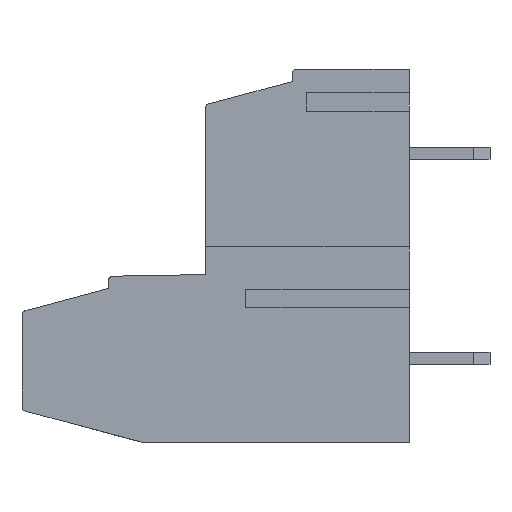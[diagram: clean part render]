
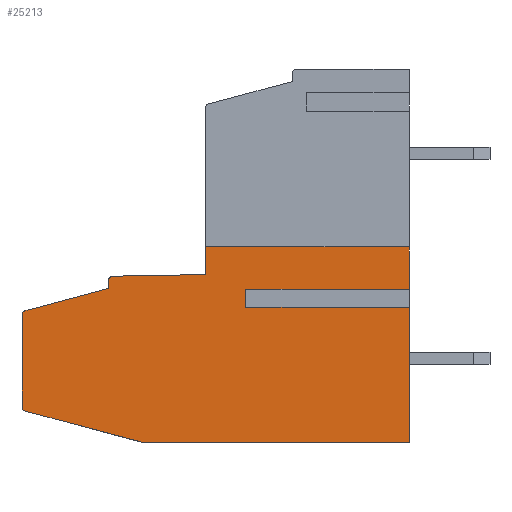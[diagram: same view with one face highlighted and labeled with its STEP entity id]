
A CAD part, left-side view. The second image highlights one B-rep face of the part: STEP entity #25213.
In plain terms, the highlighted planar face has unit normal (-1, 0, 0).
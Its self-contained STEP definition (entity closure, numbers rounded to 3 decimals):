
#414 = VECTOR ( 'NONE', #23577, 1000. ) ;
#568 = EDGE_CURVE ( 'NONE', #24315, #16571, #23902, .T. ) ;
#1026 = CARTESIAN_POINT ( 'NONE',  ( -2.54, 14.9, 4.056 ) ) ;
#1064 = CARTESIAN_POINT ( 'NONE',  ( -2.54, 14.7, 3.86 ) ) ;
#1264 = DIRECTION ( 'NONE',  ( 0., 0., 1. ) ) ;
#1573 = DIRECTION ( 'NONE',  ( 0., 0., -1. ) ) ;
#1840 = VERTEX_POINT ( 'NONE', #18606 ) ;
#1899 = CARTESIAN_POINT ( 'NONE',  ( -2.54, 19.2, -4.19 ) ) ;
#2134 = CARTESIAN_POINT ( 'NONE',  ( -2.54, 0., -4.19 ) ) ;
#2360 = LINE ( 'NONE', #9804, #16494 ) ;
#2376 = CARTESIAN_POINT ( 'NONE',  ( -2.54, 19., -2.429 ) ) ;
#2955 = CARTESIAN_POINT ( 'NONE',  ( -2.54, 19.2, -4.19 ) ) ;
#3239 = VECTOR ( 'NONE', #29686, 1000. ) ;
#3604 = LINE ( 'NONE', #1026, #19532 ) ;
#3894 = ORIENTED_EDGE ( 'NONE', *, *, #19807, .T. ) ;
#3934 = VERTEX_POINT ( 'NONE', #17541 ) ;
#4211 = VECTOR ( 'NONE', #9511, 1000. ) ;
#4368 = LINE ( 'NONE', #23976, #4211 ) ;
#6458 = ORIENTED_EDGE ( 'NONE', *, *, #17434, .T. ) ;
#6677 = VECTOR ( 'NONE', #7461, 1000. ) ;
#6853 = EDGE_CURVE ( 'NONE', #23280, #17790, #19405, .T. ) ;
#7202 = VERTEX_POINT ( 'NONE', #8407 ) ;
#7286 = AXIS2_PLACEMENT_3D ( 'NONE', #2376, #17349, #13033 ) ;
#7341 = CARTESIAN_POINT ( 'NONE',  ( -2.54, 19., 2.151 ) ) ;
#7461 = DIRECTION ( 'NONE',  ( 0., 0., 1. ) ) ;
#8122 = DIRECTION ( 'NONE',  ( 1., 0., 0. ) ) ;
#8407 = CARTESIAN_POINT ( 'NONE',  ( -2.54, 14.703, 4.06 ) ) ;
#8541 = CARTESIAN_POINT ( 'NONE',  ( -2.54, 8.1, 2.7 ) ) ;
#8804 = LINE ( 'NONE', #31061, #28689 ) ;
#9014 = ORIENTED_EDGE ( 'NONE', *, *, #29273, .F. ) ;
#9117 = AXIS2_PLACEMENT_3D ( 'NONE', #7341, #29436, #17146 ) ;
#9220 = CARTESIAN_POINT ( 'NONE',  ( -2.54, 8.1, 2.7 ) ) ;
#9374 = ORIENTED_EDGE ( 'NONE', *, *, #23583, .F. ) ;
#9471 = DIRECTION ( 'NONE',  ( 0., 0., 1. ) ) ;
#9511 = DIRECTION ( 'NONE',  ( 0., -1., 0. ) ) ;
#9631 = ORIENTED_EDGE ( 'NONE', *, *, #17455, .T. ) ;
#9804 = CARTESIAN_POINT ( 'NONE',  ( -2.54, 19.2, 2.304 ) ) ;
#11428 = LINE ( 'NONE', #28352, #21086 ) ;
#11529 = CARTESIAN_POINT ( 'NONE',  ( -2.54, 13.2, -4.19 ) ) ;
#11749 = VECTOR ( 'NONE', #9471, 1000. ) ;
#12023 = VERTEX_POINT ( 'NONE', #30726 ) ;
#12190 = CARTESIAN_POINT ( 'NONE',  ( -2.54, 0., -4.19 ) ) ;
#12270 = VERTEX_POINT ( 'NONE', #29825 ) ;
#12432 = CARTESIAN_POINT ( 'NONE',  ( -2.54, 14.9, 3.86 ) ) ;
#12533 = EDGE_CURVE ( 'NONE', #7202, #20518, #14143, .T. ) ;
#12563 = DIRECTION ( 'NONE',  ( 0., -1., 0. ) ) ;
#13013 = DIRECTION ( 'NONE',  ( -1., 0., 0. ) ) ;
#13033 = DIRECTION ( 'NONE',  ( 0., 0., -1. ) ) ;
#13377 = CARTESIAN_POINT ( 'NONE',  ( -2.54, 19.052, -2.622 ) ) ;
#13616 = AXIS2_PLACEMENT_3D ( 'NONE', #1064, #13013, #17946 ) ;
#14068 = ORIENTED_EDGE ( 'NONE', *, *, #25264, .F. ) ;
#14143 = CIRCLE ( 'NONE', #13616, 0.2 ) ;
#15142 = CARTESIAN_POINT ( 'NONE',  ( -2.54, 8.1, 3.236 ) ) ;
#15312 = CARTESIAN_POINT ( 'NONE',  ( -2.54, 10.1, 5.51 ) ) ;
#15519 = EDGE_CURVE ( 'NONE', #3934, #31682, #2360, .T. ) ;
#15522 = CIRCLE ( 'NONE', #7286, 0.2 ) ;
#15536 = DIRECTION ( 'NONE',  ( 0., -1., 0.017 ) ) ;
#15689 = FACE_OUTER_BOUND ( 'NONE', #26233, .T. ) ;
#16358 = DIRECTION ( 'NONE',  ( 0., 0., 1. ) ) ;
#16494 = VECTOR ( 'NONE', #26742, 1000. ) ;
#16571 = VERTEX_POINT ( 'NONE', #13377 ) ;
#16937 = VERTEX_POINT ( 'NONE', #26380 ) ;
#17146 = DIRECTION ( 'NONE',  ( 0., 0., -1. ) ) ;
#17161 = CARTESIAN_POINT ( 'NONE',  ( -2.54, 0., 2.7 ) ) ;
#17311 = EDGE_CURVE ( 'NONE', #24606, #17790, #30641, .T. ) ;
#17349 = DIRECTION ( 'NONE',  ( -1., 0., 0. ) ) ;
#17434 = EDGE_CURVE ( 'NONE', #24315, #23280, #4368, .T. ) ;
#17455 = EDGE_CURVE ( 'NONE', #16937, #16571, #15522, .T. ) ;
#17541 = CARTESIAN_POINT ( 'NONE',  ( -2.54, 19.052, 2.344 ) ) ;
#17746 = ORIENTED_EDGE ( 'NONE', *, *, #28763, .T. ) ;
#17790 = VERTEX_POINT ( 'NONE', #17161 ) ;
#17946 = DIRECTION ( 'NONE',  ( 0., 0., -1. ) ) ;
#18086 = CARTESIAN_POINT ( 'NONE',  ( -2.54, 13.2, -4.19 ) ) ;
#18311 = VERTEX_POINT ( 'NONE', #25937 ) ;
#18316 = DIRECTION ( 'NONE',  ( 0., -1., 0. ) ) ;
#18434 = ORIENTED_EDGE ( 'NONE', *, *, #17311, .F. ) ;
#18606 = CARTESIAN_POINT ( 'NONE',  ( -2.54, 8.1, 3.236 ) ) ;
#18938 = ORIENTED_EDGE ( 'NONE', *, *, #20441, .F. ) ;
#18950 = LINE ( 'NONE', #1899, #20932 ) ;
#19405 = LINE ( 'NONE', #12190, #11749 ) ;
#19492 = VECTOR ( 'NONE', #25392, 1000. ) ;
#19532 = VECTOR ( 'NONE', #15536, 1000. ) ;
#19807 = EDGE_CURVE ( 'NONE', #1840, #18311, #24789, .T. ) ;
#20033 = AXIS2_PLACEMENT_3D ( 'NONE', #2955, #8122, #30064 ) ;
#20116 = LINE ( 'NONE', #22373, #3239 ) ;
#20410 = ORIENTED_EDGE ( 'NONE', *, *, #6853, .T. ) ;
#20441 = EDGE_CURVE ( 'NONE', #12270, #24679, #20116, .T. ) ;
#20518 = VERTEX_POINT ( 'NONE', #12432 ) ;
#20730 = CARTESIAN_POINT ( 'NONE',  ( -2.54, 0., -4.19 ) ) ;
#20932 = VECTOR ( 'NONE', #1264, 1000. ) ;
#21086 = VECTOR ( 'NONE', #1573, 1000. ) ;
#21253 = ORIENTED_EDGE ( 'NONE', *, *, #15519, .F. ) ;
#22282 = ORIENTED_EDGE ( 'NONE', *, *, #568, .F. ) ;
#22373 = CARTESIAN_POINT ( 'NONE',  ( -2.54, 10.1, 4.14 ) ) ;
#22440 = CARTESIAN_POINT ( 'NONE',  ( -2.54, 19.2, 2.151 ) ) ;
#22464 = CIRCLE ( 'NONE', #9117, 0.2 ) ;
#23213 = VECTOR ( 'NONE', #18316, 1000. ) ;
#23280 = VERTEX_POINT ( 'NONE', #20730 ) ;
#23507 = ORIENTED_EDGE ( 'NONE', *, *, #12533, .T. ) ;
#23577 = DIRECTION ( 'NONE',  ( 0., 0.966, 0.259 ) ) ;
#23583 = EDGE_CURVE ( 'NONE', #31682, #20518, #8804, .T. ) ;
#23902 = LINE ( 'NONE', #11529, #414 ) ;
#23976 = CARTESIAN_POINT ( 'NONE',  ( -2.54, 19.2, -4.19 ) ) ;
#24315 = VERTEX_POINT ( 'NONE', #18086 ) ;
#24606 = VERTEX_POINT ( 'NONE', #9220 ) ;
#24679 = VERTEX_POINT ( 'NONE', #15312 ) ;
#24789 = LINE ( 'NONE', #15142, #30479 ) ;
#24795 = EDGE_CURVE ( 'NONE', #24679, #12023, #29332, .T. ) ;
#25213 = ADVANCED_FACE ( 'NONE', ( #15689 ), #30381, .F. ) ;
#25264 = EDGE_CURVE ( 'NONE', #7202, #12270, #3604, .T. ) ;
#25392 = DIRECTION ( 'NONE',  ( 0., -1., 0. ) ) ;
#25454 = CARTESIAN_POINT ( 'NONE',  ( -2.54, 14.9, 3.456 ) ) ;
#25467 = EDGE_CURVE ( 'NONE', #18311, #12023, #27116, .T. ) ;
#25810 = ORIENTED_EDGE ( 'NONE', *, *, #26076, .F. ) ;
#25937 = CARTESIAN_POINT ( 'NONE',  ( -2.54, 0., 3.236 ) ) ;
#26076 = EDGE_CURVE ( 'NONE', #1840, #24606, #11428, .T. ) ;
#26233 = EDGE_LOOP ( 'NONE', ( #14068, #23507, #9374, #21253, #17746, #9014, #9631, #22282, #6458, #20410, #18434, #25810, #3894, #27306, #28833, #18938 ) ) ;
#26380 = CARTESIAN_POINT ( 'NONE',  ( -2.54, 19.2, -2.429 ) ) ;
#26742 = DIRECTION ( 'NONE',  ( 0., -0.966, 0.259 ) ) ;
#26907 = CARTESIAN_POINT ( 'NONE',  ( -2.54, 19.2, 5.51 ) ) ;
#27116 = LINE ( 'NONE', #2134, #6677 ) ;
#27306 = ORIENTED_EDGE ( 'NONE', *, *, #25467, .T. ) ;
#27403 = VERTEX_POINT ( 'NONE', #22440 ) ;
#28352 = CARTESIAN_POINT ( 'NONE',  ( -2.54, 8.1, 3.236 ) ) ;
#28689 = VECTOR ( 'NONE', #16358, 1000. ) ;
#28763 = EDGE_CURVE ( 'NONE', #3934, #27403, #22464, .T. ) ;
#28833 = ORIENTED_EDGE ( 'NONE', *, *, #24795, .F. ) ;
#29273 = EDGE_CURVE ( 'NONE', #16937, #27403, #18950, .T. ) ;
#29332 = LINE ( 'NONE', #26907, #19492 ) ;
#29436 = DIRECTION ( 'NONE',  ( -1., 0., 0. ) ) ;
#29686 = DIRECTION ( 'NONE',  ( 0., 0., 1. ) ) ;
#29825 = CARTESIAN_POINT ( 'NONE',  ( -2.54, 10.1, 4.14 ) ) ;
#30064 = DIRECTION ( 'NONE',  ( 0., 0., -1. ) ) ;
#30381 = PLANE ( 'NONE',  #20033 ) ;
#30479 = VECTOR ( 'NONE', #12563, 1000. ) ;
#30641 = LINE ( 'NONE', #8541, #23213 ) ;
#30726 = CARTESIAN_POINT ( 'NONE',  ( -2.54, 0., 5.51 ) ) ;
#31061 = CARTESIAN_POINT ( 'NONE',  ( -2.54, 14.9, 3.456 ) ) ;
#31682 = VERTEX_POINT ( 'NONE', #25454 ) ;
